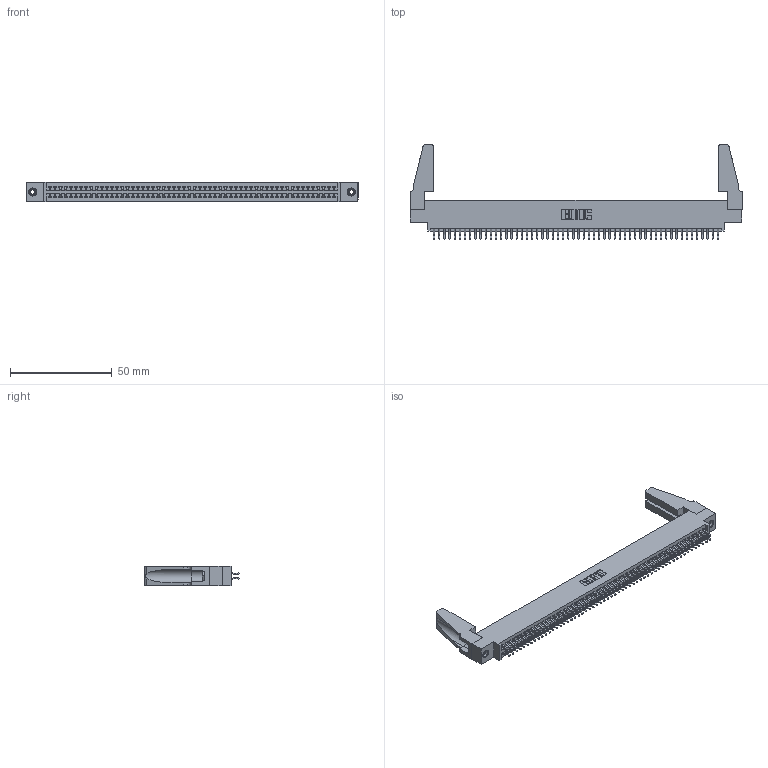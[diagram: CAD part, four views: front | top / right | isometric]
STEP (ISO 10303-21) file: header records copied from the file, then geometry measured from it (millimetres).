
FILE_DESCRIPTION (( 'STEP AP203' ), '1' );
FILE_NAME ('345-112-556-888.STEP', '2019-11-04T23:19:04', ( '' ), ( '' ), 'SwSTEP 2.0', 'SolidWorks 2016', '' );
FILE_SCHEMA (( 'CONFIG_CONTROL_DESIGN' ));
Length unit declared in the file: inch
Products named in the file (5): 345-112-556-888; 345-220-078_345-220-088; 345 Part_0.170 Offset - 0.156 Dia-TH; 345-292-001_556 Tail; 345-250-001_345-250-001-102
Assembly tree (117 placements, depth 2):
  345-112-556-888
    345 Part_0.170 Offset - 0.156 Dia-TH
    345-292-001_556 Tail  x112
    345-250-001_345-250-001-102  x2
    345-220-078_345-220-088  x2
Bounding box: 163.47 x 46.41 x 9.4 mm (x, y, z)
Volume: 19144.7 mm3; surface area: 26930.1 mm2
Topology: 117 solids, 117 shells, 6526 faces, 19371 edges, 12754 vertices
Faces by surface type: plane 4300, cylinder 2210, cone 12, torus 4
Entity records: 44554 total; most frequent: CARTESIAN_POINT 7466, ORIENTED_EDGE 7348, DIRECTION 6558, EDGE_CURVE 3674, LINE 3268, VECTOR 3268, VERTEX_POINT 2442, AXIS2_PLACEMENT_3D 1645
